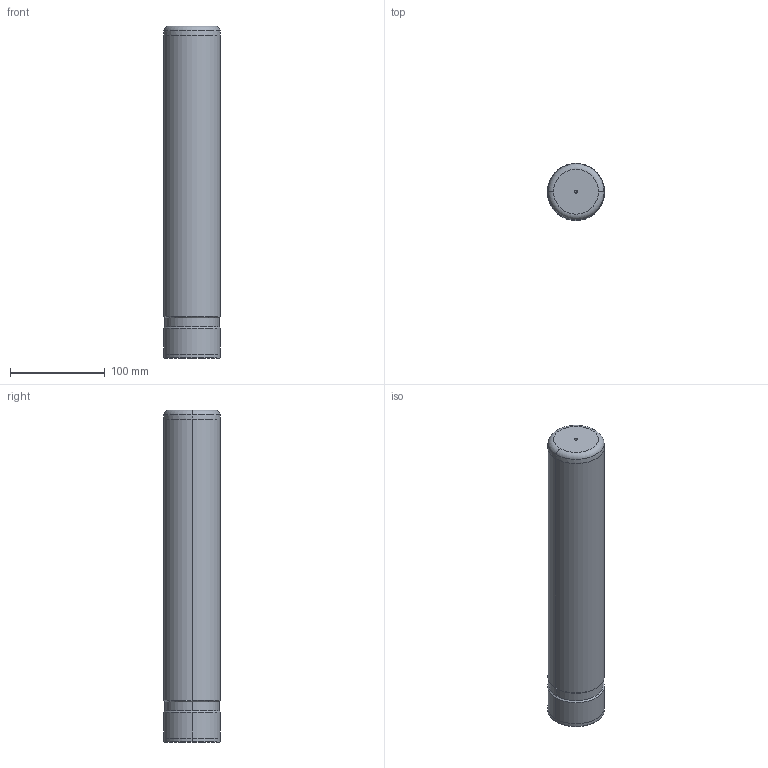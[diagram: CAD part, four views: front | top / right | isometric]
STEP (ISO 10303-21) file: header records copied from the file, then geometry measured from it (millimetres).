
FILE_DESCRIPTION (( 'STEP AP214' ), '1' );
FILE_NAME ('MGP-D60-L350.step', '2024-12-24T08:22:31', ( '' ), ( '' ), 'SwSTEP 2.0', 'SolidWorks 2016', '' );
FILE_SCHEMA (( 'AUTOMOTIVE_DESIGN' ));
Length unit declared in the file: millimetre
Products named in the file (1): MGP-D60-L350
Bounding box: 60 x 60 x 350 mm (x, y, z)
Volume: 984606.3 mm3; surface area: 71161 mm2
Topology: 1 solids, 1 shells, 25 faces, 50 edges, 27 vertices
Faces by surface type: cylinder 10, cone 8, torus 4, plane 3
Entity records: 666 total; most frequent: DIRECTION 130, CARTESIAN_POINT 101, ORIENTED_EDGE 96, AXIS2_PLACEMENT_3D 56, EDGE_CURVE 48, CIRCLE 30, VERTEX_POINT 27, EDGE_LOOP 27
